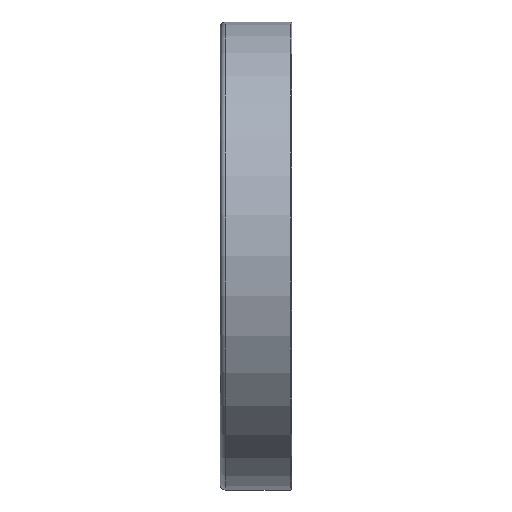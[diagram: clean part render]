
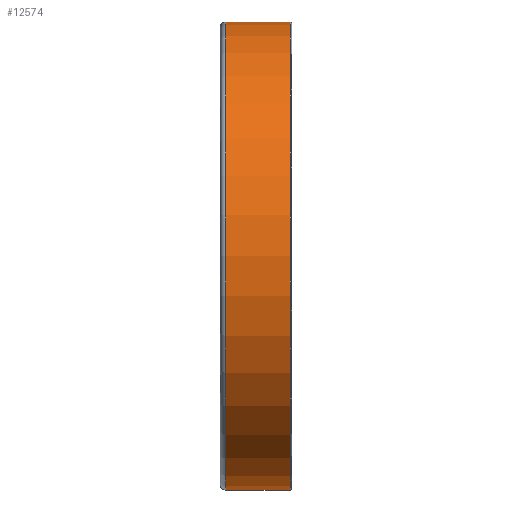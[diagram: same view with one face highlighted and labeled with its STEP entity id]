
A CAD part, top view. The second image highlights one B-rep face of the part: STEP entity #12574.
In plain terms, the highlighted cylindrical face has radius 42.5 mm (diameter 85 mm), a partial arc.
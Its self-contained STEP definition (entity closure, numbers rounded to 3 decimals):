
#3165=CARTESIAN_POINT('',(-5.5,0.,0.));
#3166=DIRECTION('',(1.,0.,0.));
#3167=DIRECTION('',(0.,1.,0.));
#3168=AXIS2_PLACEMENT_3D('',#3165,#3166,#3167);
#3173=CARTESIAN_POINT('',(6.2,0.,0.));
#3174=DIRECTION('',(1.,0.,0.));
#3175=DIRECTION('',(0.,1.,0.));
#3176=AXIS2_PLACEMENT_3D('',#3173,#3174,#3175);
#3189=DIRECTION('',(-1.,0.,0.));
#3190=VECTOR('',#3189,11.7);
#3191=CARTESIAN_POINT('',(6.2,-42.5,0.));
#3192=LINE('',#3191,#3190);
#3204=DIRECTION('',(-1.,0.,0.));
#3205=VECTOR('',#3204,11.7);
#3206=CARTESIAN_POINT('',(6.2,42.5,0.));
#3207=LINE('',#3206,#3205);
#9724=CARTESIAN_POINT('',(-5.5,42.5,0.));
#9725=CARTESIAN_POINT('',(-5.5,-42.5,0.));
#9726=VERTEX_POINT('',#9724);
#9727=VERTEX_POINT('',#9725);
#9728=CARTESIAN_POINT('',(6.2,42.5,0.));
#9729=CARTESIAN_POINT('',(6.2,-42.5,0.));
#9730=VERTEX_POINT('',#9728);
#9731=VERTEX_POINT('',#9729);
#12560=CARTESIAN_POINT('',(-7.15,0.,0.));
#12561=DIRECTION('',(1.,0.,0.));
#12562=DIRECTION('',(0.,-1.,0.));
#12563=AXIS2_PLACEMENT_3D('',#12560,#12561,#12562);
#12564=CYLINDRICAL_SURFACE('',#12563,42.5);
#12565=ORIENTED_EDGE('',*,*,#12550,.F.);
#12567=ORIENTED_EDGE('',*,*,#12566,.F.);
#12569=ORIENTED_EDGE('',*,*,#12568,.T.);
#12571=ORIENTED_EDGE('',*,*,#12570,.T.);
#12572=EDGE_LOOP('',(#12565,#12567,#12569,#12571));
#12573=FACE_OUTER_BOUND('',#12572,.F.);
#3169=CIRCLE('',#3168,42.5);
#3177=CIRCLE('',#3176,42.5);
#12550=EDGE_CURVE('',#9726,#9727,#3169,.T.);
#12566=EDGE_CURVE('',#9730,#9726,#3207,.T.);
#12568=EDGE_CURVE('',#9730,#9731,#3177,.T.);
#12570=EDGE_CURVE('',#9731,#9727,#3192,.T.);
#12574=ADVANCED_FACE('',(#12573),#12564,.T.);
